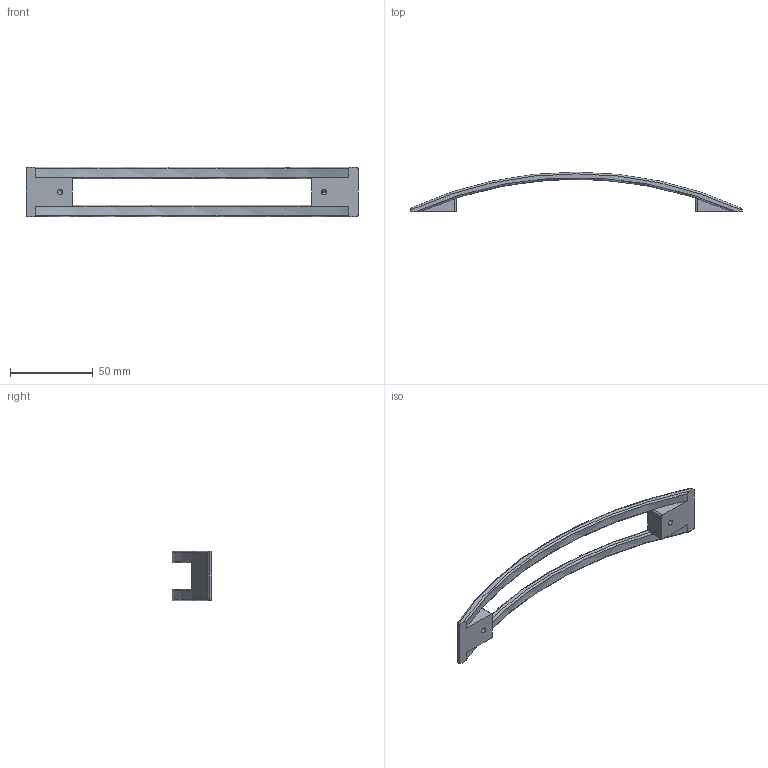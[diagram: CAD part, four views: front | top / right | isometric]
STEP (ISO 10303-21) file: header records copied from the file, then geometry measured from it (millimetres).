
FILE_DESCRIPTION(('Creo Elements/Direct Modeling STEP Export'),'2;1');
FILE_NAME('2113-200.stp','2017-11-13T10:21:20',(''),(''),'Creo Elements/Direct Modeling STEP processor for AP214 (Solid Model)','Creo Elements/Direct Modeling 20.0 12-Nov-2016 (C) Parametric Technology GmbH','');
FILE_SCHEMA(('AUTOMOTIVE_DESIGN { 1 0 10303 214 1 1 1 1 }'));
Length unit declared in the file: millimetre
Products named in the file (1): 2113-200
Bounding box: 201 x 24 x 30 mm (x, y, z)
Volume: 18891.4 mm3; surface area: 11072.7 mm2
Topology: 1 solids, 1 shells, 55 faces, 136 edges, 82 vertices
Faces by surface type: cylinder 23, plane 16, torus 12, cone 4
Entity records: 2682 total; most frequent: CARTESIAN_POINT 1292, DIRECTION 300, ORIENTED_EDGE 264, EDGE_CURVE 132, AXIS2_PLACEMENT_3D 122, VERTEX_POINT 82, EDGE_LOOP 60, VECTOR 56
